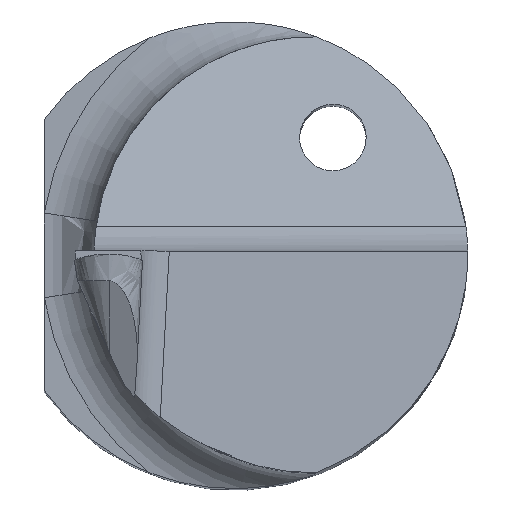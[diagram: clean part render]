
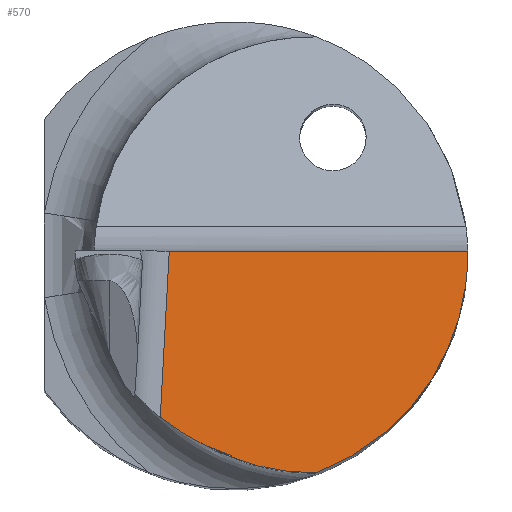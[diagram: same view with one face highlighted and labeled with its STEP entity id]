
A CAD part, top view. The second image highlights one B-rep face of the part: STEP entity #570.
In plain terms, the highlighted planar face has unit normal (0.259, -0.052, 0.965).
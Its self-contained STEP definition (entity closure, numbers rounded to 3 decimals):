
#22 = CARTESIAN_POINT ( 'NONE',  ( 2.644, -2.743, 22.295 ) ) ;
#32 = CARTESIAN_POINT ( 'NONE',  ( 1.236, -3.274, 22.643 ) ) ;
#63 = CARTESIAN_POINT ( 'NONE',  ( -1.437, 0.05, 23.54 ) ) ;
#76 = CARTESIAN_POINT ( 'NONE',  ( -0.047, -3.038, 23. ) ) ;
#80 = ORIENTED_EDGE ( 'NONE', *, *, #431, .F. ) ;
#92 = EDGE_CURVE ( 'NONE', #1208, #114, #1048, .T. ) ;
#114 = VERTEX_POINT ( 'NONE', #76 ) ;
#133 = CARTESIAN_POINT ( 'NONE',  ( 3.5, 0., 22.214 ) ) ;
#138 = CARTESIAN_POINT ( 'NONE',  ( -0.047, -3.038, 23. ) ) ;
#154 = CARTESIAN_POINT ( 'NONE',  ( 0.499, -0.342, 23. ) ) ;
#159 = VECTOR ( 'NONE', #619, 1000. ) ;
#186 = CARTESIAN_POINT ( 'NONE',  ( -0.977, 0.05, 23.417 ) ) ;
#210 = CARTESIAN_POINT ( 'NONE',  ( -0.433, -2.893, 23.111 ) ) ;
#236 = VECTOR ( 'NONE', #560, 1000. ) ;
#277 = VERTEX_POINT ( 'NONE', #186 ) ;
#353 = VERTEX_POINT ( 'NONE', #1254 ) ;
#431 = EDGE_CURVE ( 'NONE', #277, #769, #948, .T. ) ;
#440 = CARTESIAN_POINT ( 'NONE',  ( 3.5, 0.017, 22.215 ) ) ;
#442 =( BOUNDED_CURVE ( )  B_SPLINE_CURVE ( 3, ( #1125, #440, #829, #932 ),
 .UNSPECIFIED., .F., .F. ) 
 B_SPLINE_CURVE_WITH_KNOTS ( ( 4, 4 ),
 ( 0.2, 0.214 ),
 .UNSPECIFIED. ) 
 CURVE ( )  GEOMETRIC_REPRESENTATION_ITEM ( )  RATIONAL_B_SPLINE_CURVE ( ( 1., 1., 1., 1. ) ) 
 REPRESENTATION_ITEM ( '' )  );
#500 = EDGE_CURVE ( 'NONE', #1208, #525, #1016, .T. ) ;
#516 = CARTESIAN_POINT ( 'NONE',  ( -1.111, -2.442, 23.317 ) ) ;
#525 = VERTEX_POINT ( 'NONE', #516 ) ;
#536 = CARTESIAN_POINT ( 'NONE',  ( 0.362, -3.203, 22.882 ) ) ;
#553 = ORIENTED_EDGE ( 'NONE', *, *, #500, .F. ) ;
#560 = DIRECTION ( 'NONE',  ( -0.198, -0.98, 0. ) ) ;
#570 = ADVANCED_FACE ( 'NONE', ( #807 ), #607, .T. ) ;
#598 = ORIENTED_EDGE ( 'NONE', *, *, #639, .T. ) ;
#607 = PLANE ( 'NONE',  #1137 ) ;
#611 = CARTESIAN_POINT ( 'NONE',  ( 1.236, -3.274, 22.643 ) ) ;
#619 = DIRECTION ( 'NONE',  ( 0.054, 0.998, 0.04 ) ) ;
#639 = EDGE_CURVE ( 'NONE', #353, #769, #442, .T. ) ;
#656 = ORIENTED_EDGE ( 'NONE', *, *, #729, .F. ) ;
#675 = DIRECTION ( 'NONE',  ( 0.966, 0., -0.259 ) ) ;
#708 = CARTESIAN_POINT ( 'NONE',  ( 3.5, -1.505, 22.133 ) ) ;
#720 = EDGE_CURVE ( 'NONE', #114, #733, #837, .T. ) ;
#721 = CARTESIAN_POINT ( 'NONE',  ( -0.978, 0.03, 23.416 ) ) ;
#729 = EDGE_CURVE ( 'NONE', #525, #277, #1216, .T. ) ;
#733 = VERTEX_POINT ( 'NONE', #756 ) ;
#756 = CARTESIAN_POINT ( 'NONE',  ( 1.236, -3.274, 22.643 ) ) ;
#769 = VERTEX_POINT ( 'NONE', #957 ) ;
#795 = ORIENTED_EDGE ( 'NONE', *, *, #92, .T. ) ;
#807 = FACE_OUTER_BOUND ( 'NONE', #1252, .T. ) ;
#829 = CARTESIAN_POINT ( 'NONE',  ( 3.5, 0.033, 22.216 ) ) ;
#837 =( BOUNDED_CURVE ( )  B_SPLINE_CURVE ( 3, ( #138, #536, #918, #32 ),
 .UNSPECIFIED., .F., .F. ) 
 B_SPLINE_CURVE_WITH_KNOTS ( ( 4, 4 ),
 ( 4.53, 4.931 ),
 .UNSPECIFIED. ) 
 CURVE ( )  GEOMETRIC_REPRESENTATION_ITEM ( )  RATIONAL_B_SPLINE_CURVE ( ( 1., 0.987, 0.987, 1. ) ) 
 REPRESENTATION_ITEM ( '' )  );
#850 = ORIENTED_EDGE ( 'NONE', *, *, #720, .T. ) ;
#911 = DIRECTION ( 'NONE',  ( -0.966, 0., 0.259 ) ) ;
#917 = CARTESIAN_POINT ( 'NONE',  ( -0.043, -3.018, 23. ) ) ;
#918 = CARTESIAN_POINT ( 'NONE',  ( 0.795, -3.283, 22.761 ) ) ;
#928 =( BOUNDED_CURVE ( )  B_SPLINE_CURVE ( 3, ( #611, #22, #708, #133 ),
 .UNSPECIFIED., .F., .F. ) 
 B_SPLINE_CURVE_WITH_KNOTS ( ( 4, 4 ),
 ( 5.273, 6.483 ),
 .UNSPECIFIED. ) 
 CURVE ( )  GEOMETRIC_REPRESENTATION_ITEM ( )  RATIONAL_B_SPLINE_CURVE ( ( 1., 0.882, 0.882, 1. ) ) 
 REPRESENTATION_ITEM ( '' )  );
#932 = CARTESIAN_POINT ( 'NONE',  ( 3.5, 0.05, 22.217 ) ) ;
#948 = LINE ( 'NONE', #63, #1258 ) ;
#957 = CARTESIAN_POINT ( 'NONE',  ( 3.5, 0.05, 22.217 ) ) ;
#998 = CARTESIAN_POINT ( 'NONE',  ( -0.043, -3.018, 23. ) ) ;
#1009 = DIRECTION ( 'NONE',  ( 0.258, -0.052, 0.965 ) ) ;
#1016 =( BOUNDED_CURVE ( )  B_SPLINE_CURVE ( 3, ( #998, #210, #1114, #1191 ),
 .UNSPECIFIED., .F., .F. ) 
 B_SPLINE_CURVE_WITH_KNOTS ( ( 4, 4 ),
 ( 4.85, 5.219 ),
 .UNSPECIFIED. ) 
 CURVE ( )  GEOMETRIC_REPRESENTATION_ITEM ( )  RATIONAL_B_SPLINE_CURVE ( ( 1., 0.989, 0.989, 1. ) ) 
 REPRESENTATION_ITEM ( '' )  );
#1048 = LINE ( 'NONE', #154, #236 ) ;
#1093 = ORIENTED_EDGE ( 'NONE', *, *, #1236, .T. ) ;
#1114 = CARTESIAN_POINT ( 'NONE',  ( -0.793, -2.698, 23.218 ) ) ;
#1125 = CARTESIAN_POINT ( 'NONE',  ( 3.5, 0., 22.214 ) ) ;
#1137 = AXIS2_PLACEMENT_3D ( 'NONE', #1203, #1009, #911 ) ;
#1191 = CARTESIAN_POINT ( 'NONE',  ( -1.111, -2.442, 23.317 ) ) ;
#1203 = CARTESIAN_POINT ( 'NONE',  ( -1.437, 0.05, 23.54 ) ) ;
#1208 = VERTEX_POINT ( 'NONE', #917 ) ;
#1216 = LINE ( 'NONE', #721, #159 ) ;
#1236 = EDGE_CURVE ( 'NONE', #733, #353, #928, .T. ) ;
#1252 = EDGE_LOOP ( 'NONE', ( #553, #795, #850, #1093, #598, #80, #656 ) ) ;
#1254 = CARTESIAN_POINT ( 'NONE',  ( 3.5, 0., 22.214 ) ) ;
#1258 = VECTOR ( 'NONE', #675, 1000. ) ;
